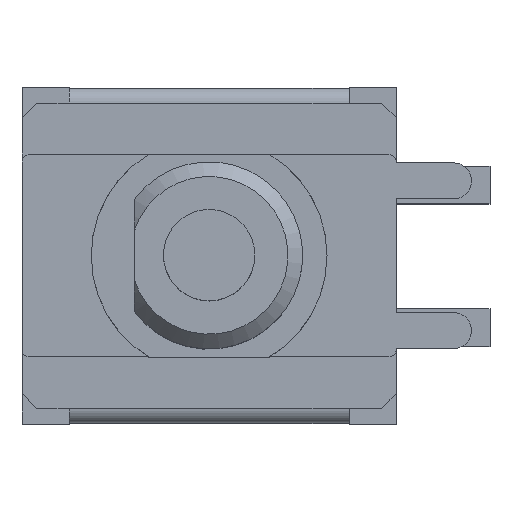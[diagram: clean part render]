
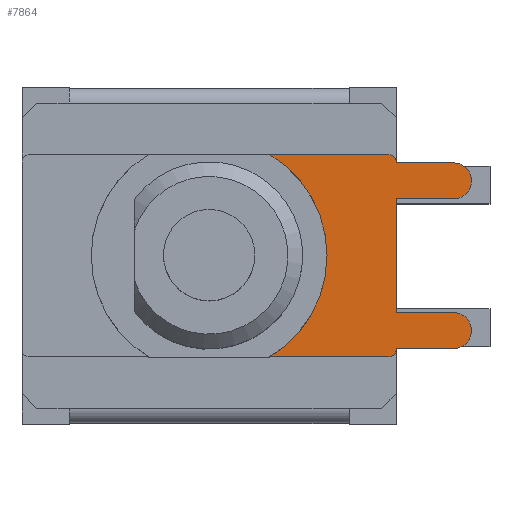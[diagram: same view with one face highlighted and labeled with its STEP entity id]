
A CAD part, top view. The second image highlights one B-rep face of the part: STEP entity #7864.
In plain terms, the highlighted planar face has unit normal (0, 0, 1).
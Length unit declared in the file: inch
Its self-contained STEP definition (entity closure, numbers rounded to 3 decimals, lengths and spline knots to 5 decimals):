
#603=LINE('',#12923,#1425);
#604=LINE('',#12927,#1426);
#605=LINE('',#12929,#1427);
#606=LINE('',#12933,#1428);
#607=LINE('',#12935,#1429);
#608=LINE('',#12937,#1430);
#609=LINE('',#12941,#1431);
#610=LINE('',#12943,#1432);
#611=LINE('',#12946,#1433);
#1425=VECTOR('',#9479,0.3937);
#1426=VECTOR('',#9482,0.3937);
#1427=VECTOR('',#9483,0.3937);
#1428=VECTOR('',#9486,0.3937);
#1429=VECTOR('',#9487,0.3937);
#1430=VECTOR('',#9488,0.3937);
#1431=VECTOR('',#9491,0.3937);
#1432=VECTOR('',#9492,0.3937);
#1433=VECTOR('',#9495,0.3937);
#2202=FACE_OUTER_BOUND('',#2657,.T.);
#2657=EDGE_LOOP('',(#6025,#6026,#6027,#6028,#6029,#6030,#6031,#6032,#6033,
#6034,#6035,#6036,#6037,#6038));
#3007=CIRCLE('',#8343,0.15748);
#3008=CIRCLE('',#8344,0.00984);
#3009=CIRCLE('',#8345,0.02402);
#3010=CIRCLE('',#8346,0.02402);
#3011=CIRCLE('',#8347,0.00984);
#3500=VERTEX_POINT('',#12919);
#3501=VERTEX_POINT('',#12920);
#3502=VERTEX_POINT('',#12922);
#3503=VERTEX_POINT('',#12924);
#3504=VERTEX_POINT('',#12926);
#3505=VERTEX_POINT('',#12928);
#3506=VERTEX_POINT('',#12930);
#3507=VERTEX_POINT('',#12932);
#3508=VERTEX_POINT('',#12934);
#3509=VERTEX_POINT('',#12936);
#3510=VERTEX_POINT('',#12938);
#3511=VERTEX_POINT('',#12940);
#3512=VERTEX_POINT('',#12942);
#3513=VERTEX_POINT('',#12944);
#4420=EDGE_CURVE('',#3500,#3501,#3007,.T.);
#4421=EDGE_CURVE('',#3502,#3501,#603,.T.);
#4422=EDGE_CURVE('',#3503,#3502,#3008,.T.);
#4423=EDGE_CURVE('',#3504,#3503,#604,.T.);
#4424=EDGE_CURVE('',#3505,#3504,#605,.T.);
#4425=EDGE_CURVE('',#3506,#3505,#3009,.T.);
#4426=EDGE_CURVE('',#3507,#3506,#606,.T.);
#4427=EDGE_CURVE('',#3508,#3507,#607,.T.);
#4428=EDGE_CURVE('',#3509,#3508,#608,.T.);
#4429=EDGE_CURVE('',#3510,#3509,#3010,.T.);
#4430=EDGE_CURVE('',#3511,#3510,#609,.T.);
#4431=EDGE_CURVE('',#3512,#3511,#610,.T.);
#4432=EDGE_CURVE('',#3513,#3512,#3011,.T.);
#4433=EDGE_CURVE('',#3500,#3513,#611,.T.);
#6025=ORIENTED_EDGE('',*,*,#4420,.T.);
#6026=ORIENTED_EDGE('',*,*,#4421,.F.);
#6027=ORIENTED_EDGE('',*,*,#4422,.F.);
#6028=ORIENTED_EDGE('',*,*,#4423,.F.);
#6029=ORIENTED_EDGE('',*,*,#4424,.F.);
#6030=ORIENTED_EDGE('',*,*,#4425,.F.);
#6031=ORIENTED_EDGE('',*,*,#4426,.F.);
#6032=ORIENTED_EDGE('',*,*,#4427,.F.);
#6033=ORIENTED_EDGE('',*,*,#4428,.F.);
#6034=ORIENTED_EDGE('',*,*,#4429,.F.);
#6035=ORIENTED_EDGE('',*,*,#4430,.F.);
#6036=ORIENTED_EDGE('',*,*,#4431,.F.);
#6037=ORIENTED_EDGE('',*,*,#4432,.F.);
#6038=ORIENTED_EDGE('',*,*,#4433,.F.);
#7525=PLANE('',#8342);
#7864=ADVANCED_FACE('',(#2202),#7525,.T.);
#8342=AXIS2_PLACEMENT_3D('',#12918,#9475,#9476);
#8343=AXIS2_PLACEMENT_3D('',#12921,#9477,#9478);
#8344=AXIS2_PLACEMENT_3D('',#12925,#9480,#9481);
#8345=AXIS2_PLACEMENT_3D('',#12931,#9484,#9485);
#8346=AXIS2_PLACEMENT_3D('',#12939,#9489,#9490);
#8347=AXIS2_PLACEMENT_3D('',#12945,#9493,#9494);
#9475=DIRECTION('center_axis',(0.,0.,
1.));
#9476=DIRECTION('ref_axis',(-1.,0.,0.));
#9477=DIRECTION('center_axis',(0.,0.,-1.));
#9478=DIRECTION('ref_axis',(-0.506,0.863,0.));
#9479=DIRECTION('',(-1.,0.,0.));
#9480=DIRECTION('center_axis',(0.,0.,
-1.));
#9481=DIRECTION('ref_axis',(0.707,-0.707,0.));
#9482=DIRECTION('',(0.,-1.,0.));
#9483=DIRECTION('',(-1.,0.,0.));
#9484=DIRECTION('center_axis',(0.,0.,
-1.));
#9485=DIRECTION('ref_axis',(0.,-1.,0.));
#9486=DIRECTION('',(1.,0.,0.));
#9487=DIRECTION('',(0.,-1.,0.));
#9488=DIRECTION('',(-1.,0.,0.));
#9489=DIRECTION('center_axis',(0.,0.,
-1.));
#9490=DIRECTION('ref_axis',(0.,-1.,0.));
#9491=DIRECTION('',(1.,0.,0.));
#9492=DIRECTION('',(0.,-1.,0.));
#9493=DIRECTION('center_axis',(0.,0.,
-1.));
#9494=DIRECTION('ref_axis',(0.707,0.707,0.));
#9495=DIRECTION('',(1.,0.,0.));
#12918=CARTESIAN_POINT('Origin',(0.0607,0.,
0.3626));
#12919=CARTESIAN_POINT('',(0.08102,0.13504,0.3626));
#12920=CARTESIAN_POINT('',(0.08102,-0.13504,0.3626));
#12921=CARTESIAN_POINT('Origin',(0.,0.,0.3626));
#12922=CARTESIAN_POINT('',(0.24016,-0.13504,0.3626));
#12923=CARTESIAN_POINT('',(-0.25,-0.13504,0.3626));
#12924=CARTESIAN_POINT('',(0.25,-0.1252,0.3626));
#12925=CARTESIAN_POINT('Origin',(0.24016,-0.1252,0.3626));
#12926=CARTESIAN_POINT('',(0.25,-0.12402,0.3626));
#12927=CARTESIAN_POINT('',(0.25,-0.13504,0.3626));
#12928=CARTESIAN_POINT('',(0.32638,-0.12402,0.3626));
#12929=CARTESIAN_POINT('',(0.25,-0.12402,0.3626));
#12930=CARTESIAN_POINT('',(0.32638,-0.07598,0.3626));
#12931=CARTESIAN_POINT('Origin',(0.32638,-0.1,
0.3626));
#12932=CARTESIAN_POINT('',(0.25,-0.07598,0.3626));
#12933=CARTESIAN_POINT('',(0.32638,-0.07598,0.3626));
#12934=CARTESIAN_POINT('',(0.25,0.07598,0.3626));
#12935=CARTESIAN_POINT('',(0.25,-0.07598,0.3626));
#12936=CARTESIAN_POINT('',(0.32638,0.07598,0.3626));
#12937=CARTESIAN_POINT('',(0.25,0.07598,0.3626));
#12938=CARTESIAN_POINT('',(0.32638,0.12402,0.3626));
#12939=CARTESIAN_POINT('Origin',(0.32638,0.1,0.3626));
#12940=CARTESIAN_POINT('',(0.25,0.12402,0.3626));
#12941=CARTESIAN_POINT('',(0.32638,0.12402,0.3626));
#12942=CARTESIAN_POINT('',(0.25,0.1252,0.3626));
#12943=CARTESIAN_POINT('',(0.25,0.12402,0.3626));
#12944=CARTESIAN_POINT('',(0.24016,0.13504,0.3626));
#12945=CARTESIAN_POINT('Origin',(0.24016,0.1252,0.3626));
#12946=CARTESIAN_POINT('',(0.25,0.13504,0.3626));
